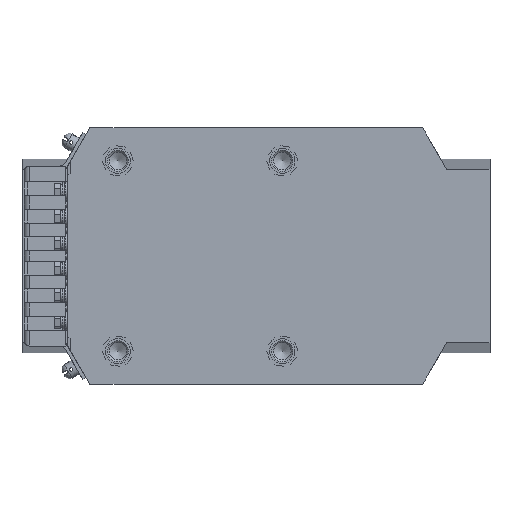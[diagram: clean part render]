
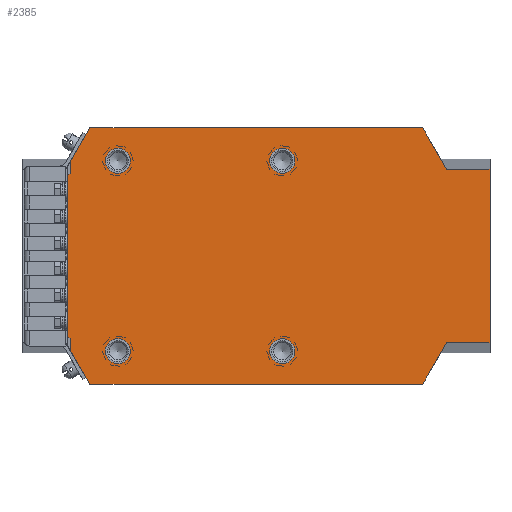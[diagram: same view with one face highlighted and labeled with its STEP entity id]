
A CAD part, front view. The second image highlights one B-rep face of the part: STEP entity #2385.
In plain terms, the highlighted planar face has unit normal (0, -1, 0).
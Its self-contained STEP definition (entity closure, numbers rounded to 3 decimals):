
#2385=ADVANCED_FACE('',(#60861,#60863,#60865,#60867,#60869),#60871,.F.);
#60861=FACE_BOUND('',#60862,.T.);
#60862=EDGE_LOOP('',(#108831,#108832,#108833,#108834,#108835,#108836,#108837,#108838,
#108839,#108840,#108841,#108842,#108843,#108844));
#60863=FACE_BOUND('',#60864,.T.);
#60864=EDGE_LOOP('',(#108845));
#60865=FACE_BOUND('',#60866,.T.);
#60866=EDGE_LOOP('',(#108846));
#60867=FACE_BOUND('',#60868,.T.);
#60868=EDGE_LOOP('',(#108847));
#60869=FACE_BOUND('',#60870,.T.);
#60870=EDGE_LOOP('',(#108848));
#60871=PLANE('',#60872);
#60872=AXIS2_PLACEMENT_3D('',#60873,#60874,#60875);
#60873=CARTESIAN_POINT('',(0.,0.,0.));
#60874=DIRECTION('',(-0.,1.,0.));
#60875=DIRECTION('',(1.,0.,0.));
#108831=ORIENTED_EDGE('',*,*,#145420,.F.);
#108832=ORIENTED_EDGE('',*,*,#145421,.T.);
#108833=ORIENTED_EDGE('',*,*,#145422,.F.);
#108834=ORIENTED_EDGE('',*,*,#145423,.F.);
#108835=ORIENTED_EDGE('',*,*,#145375,.F.);
#108836=ORIENTED_EDGE('',*,*,#145372,.F.);
#108837=ORIENTED_EDGE('',*,*,#145362,.F.);
#108838=ORIENTED_EDGE('',*,*,#145370,.F.);
#108839=ORIENTED_EDGE('',*,*,#145367,.F.);
#108840=ORIENTED_EDGE('',*,*,#145424,.F.);
#108841=ORIENTED_EDGE('',*,*,#145425,.F.);
#108842=ORIENTED_EDGE('',*,*,#145426,.T.);
#108843=ORIENTED_EDGE('',*,*,#145427,.F.);
#108844=ORIENTED_EDGE('',*,*,#145428,.T.);
#108845=ORIENTED_EDGE('',*,*,#145429,.T.);
#108846=ORIENTED_EDGE('',*,*,#145430,.T.);
#108847=ORIENTED_EDGE('',*,*,#145431,.T.);
#108848=ORIENTED_EDGE('',*,*,#145432,.T.);
#145362=EDGE_CURVE('',#163683,#163658,#163685,.T.);
#145367=EDGE_CURVE('',#163693,#163695,#163696,.T.);
#145370=EDGE_CURVE('',#163695,#163683,#163699,.T.);
#145372=EDGE_CURVE('',#163658,#163702,#163703,.T.);
#145375=EDGE_CURVE('',#163702,#163707,#163708,.T.);
#145420=EDGE_CURVE('',#163785,#163786,#163787,.T.);
#145421=EDGE_CURVE('',#163785,#163788,#163789,.F.);
#145422=EDGE_CURVE('',#163790,#163788,#163791,.T.);
#145423=EDGE_CURVE('',#163707,#163790,#163792,.T.);
#145424=EDGE_CURVE('',#163793,#163693,#163794,.T.);
#145425=EDGE_CURVE('',#163795,#163793,#163796,.T.);
#145426=EDGE_CURVE('',#163795,#163797,#163798,.F.);
#145427=EDGE_CURVE('',#163799,#163797,#163800,.T.);
#145428=EDGE_CURVE('',#163799,#163786,#163801,.F.);
#145429=EDGE_CURVE('',#163802,#163802,#163803,.F.);
#145430=EDGE_CURVE('',#163804,#163804,#163805,.F.);
#145431=EDGE_CURVE('',#163806,#163806,#163807,.F.);
#145432=EDGE_CURVE('',#163808,#163808,#163809,.F.);
#163658=VERTEX_POINT('',#194185);
#163683=VERTEX_POINT('',#194236);
#163685=LINE('',#194240,#194241);
#163693=VERTEX_POINT('',#194256);
#163695=VERTEX_POINT('',#194260);
#163696=LINE('',#194261,#194262);
#163699=LINE('',#194270,#194271);
#163702=VERTEX_POINT('',#194277);
#163703=LINE('',#194278,#194279);
#163707=VERTEX_POINT('',#194288);
#163708=LINE('',#194289,#194290);
#163785=VERTEX_POINT('',#194468);
#163786=VERTEX_POINT('',#194469);
#163787=LINE('',#194470,#194471);
#163788=VERTEX_POINT('',#194473);
#163789=LINE('',#194474,#194475);
#163790=VERTEX_POINT('',#194477);
#163791=LINE('',#194478,#194479);
#163792=LINE('',#194481,#194482);
#163793=VERTEX_POINT('',#194484);
#163794=LINE('',#194485,#194486);
#163795=VERTEX_POINT('',#194488);
#163796=LINE('',#194489,#194490);
#163797=VERTEX_POINT('',#194492);
#163798=LINE('',#194493,#194494);
#163799=VERTEX_POINT('',#194496);
#163800=LINE('',#194497,#194498);
#163801=LINE('',#194500,#194501);
#163802=VERTEX_POINT('',#194503);
#163803=CIRCLE('',#194504,7.25);
#163804=VERTEX_POINT('',#194508);
#163805=CIRCLE('',#194509,7.25);
#163806=VERTEX_POINT('',#194513);
#163807=CIRCLE('',#194514,7.25);
#163808=VERTEX_POINT('',#194518);
#163809=CIRCLE('',#194519,7.25);
#194185=CARTESIAN_POINT('',(135.,0.,-50.));
#194236=CARTESIAN_POINT('',(135.,0.,50.));
#194240=CARTESIAN_POINT('',(135.,0.,50.));
#194241=VECTOR('',#194242,1.);
#194242=DIRECTION('',(0.,0.,-1.));
#194256=CARTESIAN_POINT('',(96.144,0.,74.));
#194260=CARTESIAN_POINT('',(110.,0.,50.));
#194261=CARTESIAN_POINT('',(96.144,0.,74.));
#194262=VECTOR('',#194263,1.);
#194263=DIRECTION('',(0.5,0.,-0.866));
#194270=CARTESIAN_POINT('',(110.,0.,50.));
#194271=VECTOR('',#194272,1.);
#194272=DIRECTION('',(1.,0.,0.));
#194277=CARTESIAN_POINT('',(110.,0.,-50.));
#194278=CARTESIAN_POINT('',(135.,0.,-50.));
#194279=VECTOR('',#194280,1.);
#194280=DIRECTION('',(-1.,0.,0.));
#194288=CARTESIAN_POINT('',(96.144,0.,-74.));
#194289=CARTESIAN_POINT('',(110.,0.,-50.));
#194290=VECTOR('',#194291,1.);
#194291=DIRECTION('',(-0.5,0.,-0.866));
#194468=CARTESIAN_POINT('',(-107.5,0.,-47.381));
#194469=CARTESIAN_POINT('',(-109.,0.,-47.25));
#194470=CARTESIAN_POINT('',(-107.5,0.,-47.381));
#194471=VECTOR('',#194472,1.);
#194472=DIRECTION('',(-0.996,0.,0.087));
#194473=CARTESIAN_POINT('',(-107.5,0.,-54.33));
#194474=CARTESIAN_POINT('',(-107.5,0.,-54.33));
#194475=VECTOR('',#194476,1.);
#194476=DIRECTION('',(0.,0.,1.));
#194477=CARTESIAN_POINT('',(-96.144,0.,-74.));
#194478=CARTESIAN_POINT('',(-96.144,0.,-74.));
#194479=VECTOR('',#194480,1.);
#194480=DIRECTION('',(-0.5,0.,0.866));
#194481=CARTESIAN_POINT('',(96.144,0.,-74.));
#194482=VECTOR('',#194483,1.);
#194483=DIRECTION('',(-1.,0.,0.));
#194484=CARTESIAN_POINT('',(-96.144,0.,74.));
#194485=CARTESIAN_POINT('',(-96.144,0.,74.));
#194486=VECTOR('',#194487,1.);
#194487=DIRECTION('',(1.,0.,0.));
#194488=CARTESIAN_POINT('',(-107.5,0.,54.33));
#194489=CARTESIAN_POINT('',(-107.5,0.,54.33));
#194490=VECTOR('',#194491,1.);
#194491=DIRECTION('',(0.5,0.,0.866));
#194492=CARTESIAN_POINT('',(-107.5,0.,47.381));
#194493=CARTESIAN_POINT('',(-107.5,0.,47.381));
#194494=VECTOR('',#194495,1.);
#194495=DIRECTION('',(0.,0.,1.));
#194496=CARTESIAN_POINT('',(-109.,0.,47.25));
#194497=CARTESIAN_POINT('',(-109.,0.,47.25));
#194498=VECTOR('',#194499,1.);
#194499=DIRECTION('',(0.996,0.,0.087));
#194500=CARTESIAN_POINT('',(-109.,0.,-47.25));
#194501=VECTOR('',#194502,1.);
#194502=DIRECTION('',(0.,0.,1.));
#194503=CARTESIAN_POINT('',(-77.537,0.,-61.819));
#194504=AXIS2_PLACEMENT_3D('',#194505,#194506,#194507);
#194505=CARTESIAN_POINT('',(-80.,0.,-55.));
#194506=DIRECTION('',(0.,-1.,-0.));
#194507=DIRECTION('',(0.34,0.,-0.941));
#194508=CARTESIAN_POINT('',(-77.537,0.,48.181));
#194509=AXIS2_PLACEMENT_3D('',#194510,#194511,#194512);
#194510=CARTESIAN_POINT('',(-80.,0.,55.));
#194511=DIRECTION('',(0.,-1.,-0.));
#194512=DIRECTION('',(0.34,0.,-0.941));
#194513=CARTESIAN_POINT('',(17.463,0.,48.181));
#194514=AXIS2_PLACEMENT_3D('',#194515,#194516,#194517);
#194515=CARTESIAN_POINT('',(15.,0.,55.));
#194516=DIRECTION('',(0.,-1.,-0.));
#194517=DIRECTION('',(0.34,0.,-0.941));
#194518=CARTESIAN_POINT('',(17.463,0.,-61.819));
#194519=AXIS2_PLACEMENT_3D('',#194520,#194521,#194522);
#194520=CARTESIAN_POINT('',(15.,0.,-55.));
#194521=DIRECTION('',(0.,-1.,-0.));
#194522=DIRECTION('',(0.34,0.,-0.941));
